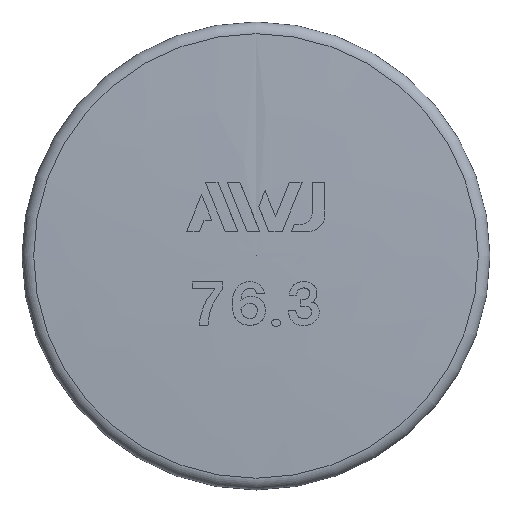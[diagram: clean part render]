
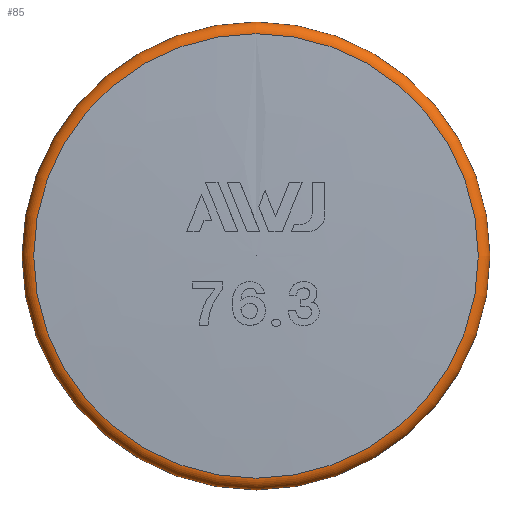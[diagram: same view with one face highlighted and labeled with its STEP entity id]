
A CAD part, top view. The second image highlights one B-rep face of the part: STEP entity #85.
In plain terms, the highlighted toroidal (fillet/blend) face has major radius 36.15 mm and minor radius 2 mm.
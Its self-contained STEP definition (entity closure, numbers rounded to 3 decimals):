
#85 = ADVANCED_FACE( '', ( #191, #192 ), #193, .T. );
#191 = FACE_OUTER_BOUND( '', #457, .T. );
#192 = FACE_OUTER_BOUND( '', #458, .T. );
#193 = TOROIDAL_SURFACE( '', #459, 36.15, 2. );
#457 = EDGE_LOOP( '', ( #987 ) );
#458 = EDGE_LOOP( '', ( #988 ) );
#459 = AXIS2_PLACEMENT_3D( '', #989, #990, #991 );
#987 = ORIENTED_EDGE( '', *, *, #1592, .F. );
#988 = ORIENTED_EDGE( '', *, *, #1547, .T. );
#989 = CARTESIAN_POINT( '', ( 0., 0., 25.095 ) );
#990 = DIRECTION( '', ( 0., 0., -1. ) );
#991 = DIRECTION( '', ( 0., 1., 0. ) );
#1547 = EDGE_CURVE( '', #1742, #1742, #1743, .T. );
#1592 = EDGE_CURVE( '', #1822, #1822, #1823, .T. );
#1742 = VERTEX_POINT( '', #2236 );
#1743 = CIRCLE( '', #2237, 36.245 );
#1822 = VERTEX_POINT( '', #2743 );
#1823 = CIRCLE( '', #2744, 38.15 );
#2236 = CARTESIAN_POINT( '', ( 0., 36.245, 27.093 ) );
#2237 = AXIS2_PLACEMENT_3D( '', #3349, #3350, #3351 );
#2743 = CARTESIAN_POINT( '', ( 0., 38.15, 25.095 ) );
#2744 = AXIS2_PLACEMENT_3D( '', #3360, #3361, #3362 );
#3349 = CARTESIAN_POINT( '', ( 0., 0., 27.093 ) );
#3350 = DIRECTION( '', ( 0., 0., -1. ) );
#3351 = DIRECTION( '', ( 0., 1., 0. ) );
#3360 = CARTESIAN_POINT( '', ( 0., 0., 25.095 ) );
#3361 = DIRECTION( '', ( 0., 0., -1. ) );
#3362 = DIRECTION( '', ( 0., 1., 0. ) );
